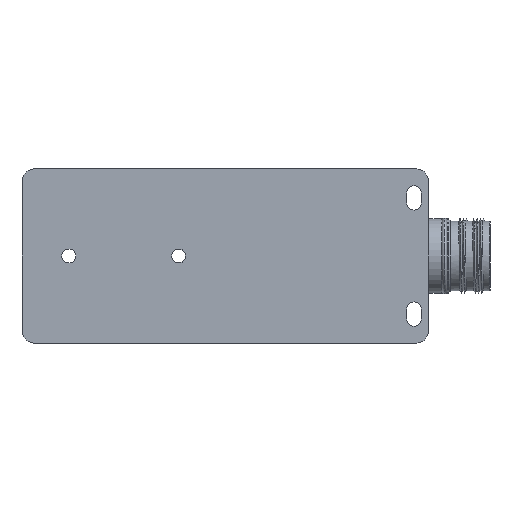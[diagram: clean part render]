
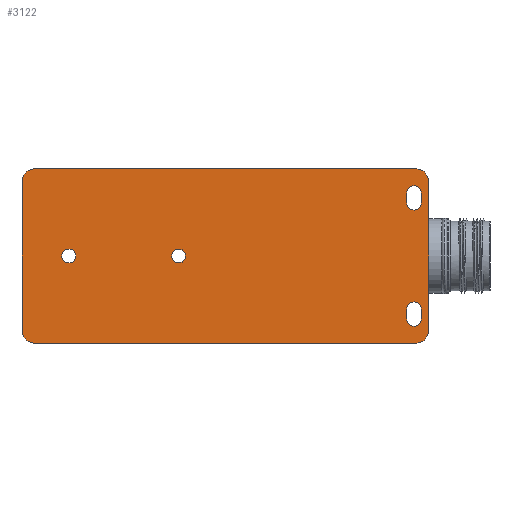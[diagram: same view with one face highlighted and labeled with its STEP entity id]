
A CAD part, front view. The second image highlights one B-rep face of the part: STEP entity #3122.
In plain terms, the highlighted planar face has unit normal (0, -1, 0).
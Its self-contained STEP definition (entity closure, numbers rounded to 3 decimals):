
#395=FACE_BOUND('',#7559,.T.);
#396=FACE_BOUND('',#7560,.T.);
#397=FACE_BOUND('',#7561,.T.);
#398=FACE_BOUND('',#7562,.T.);
#399=FACE_BOUND('',#7563,.T.);
#1708=CIRCLE('',#32319,2.15);
#1709=CIRCLE('',#32320,2.15);
#1710=CIRCLE('',#32322,2.15);
#1711=CIRCLE('',#32323,2.15);
#1712=CIRCLE('',#32325,2.15);
#1713=CIRCLE('',#32326,2.15);
#1714=CIRCLE('',#32328,2.15);
#1715=CIRCLE('',#32329,2.15);
#1718=CIRCLE('',#32334,2.25);
#1719=CIRCLE('',#32337,2.25);
#1721=CIRCLE('',#32339,2.25);
#1722=CIRCLE('',#32342,4.);
#1723=CIRCLE('',#32345,4.);
#1725=CIRCLE('',#32349,2.25);
#1726=CIRCLE('',#32352,2.25);
#1729=CIRCLE('',#32355,2.25);
#1734=CIRCLE('',#32374,4.);
#1735=CIRCLE('',#32376,4.);
#3122=ADVANCED_FACE('',(#395,#396,#397,#398,#399),#4393,.T.);
#4393=PLANE('',#32377);
#7559=EDGE_LOOP('',(#13527,#13528,#13529,#13530,#13531,#13532,#13533,#13534));
#7560=EDGE_LOOP('',(#13535,#13536,#13537,#13538,#13539));
#7561=EDGE_LOOP('',(#13540,#13541,#13542,#13543,#13544));
#7562=EDGE_LOOP('',(#13545,#13546,#13547,#13548));
#7563=EDGE_LOOP('',(#13549,#13550,#13551,#13552));
#13527=ORIENTED_EDGE('',*,*,#22530,.T.);
#13528=ORIENTED_EDGE('',*,*,#22514,.T.);
#13529=ORIENTED_EDGE('',*,*,#22512,.F.);
#13530=ORIENTED_EDGE('',*,*,#22510,.T.);
#13531=ORIENTED_EDGE('',*,*,#22508,.T.);
#13532=ORIENTED_EDGE('',*,*,#22560,.T.);
#13533=ORIENTED_EDGE('',*,*,#22561,.T.);
#13534=ORIENTED_EDGE('',*,*,#22562,.T.);
#13535=ORIENTED_EDGE('',*,*,#22526,.T.);
#13536=ORIENTED_EDGE('',*,*,#22529,.T.);
#13537=ORIENTED_EDGE('',*,*,#22517,.F.);
#13538=ORIENTED_EDGE('',*,*,#22522,.T.);
#13539=ORIENTED_EDGE('',*,*,#22525,.T.);
#13540=ORIENTED_EDGE('',*,*,#22503,.T.);
#13541=ORIENTED_EDGE('',*,*,#22505,.T.);
#13542=ORIENTED_EDGE('',*,*,#22500,.F.);
#13543=ORIENTED_EDGE('',*,*,#22499,.T.);
#13544=ORIENTED_EDGE('',*,*,#22493,.T.);
#13545=ORIENTED_EDGE('',*,*,#22491,.T.);
#13546=ORIENTED_EDGE('',*,*,#22490,.T.);
#13547=ORIENTED_EDGE('',*,*,#22488,.T.);
#13548=ORIENTED_EDGE('',*,*,#22487,.T.);
#13549=ORIENTED_EDGE('',*,*,#22485,.T.);
#13550=ORIENTED_EDGE('',*,*,#22484,.T.);
#13551=ORIENTED_EDGE('',*,*,#22482,.T.);
#13552=ORIENTED_EDGE('',*,*,#22481,.T.);
#18739=VERTEX_POINT('',#47550);
#18740=VERTEX_POINT('',#47552);
#18741=VERTEX_POINT('',#47554);
#18742=VERTEX_POINT('',#47558);
#18743=VERTEX_POINT('',#47562);
#18744=VERTEX_POINT('',#47564);
#18745=VERTEX_POINT('',#47566);
#18746=VERTEX_POINT('',#47570);
#18747=VERTEX_POINT('',#47574);
#18749=VERTEX_POINT('',#47577);
#18751=VERTEX_POINT('',#47583);
#18754=VERTEX_POINT('',#47591);
#18756=VERTEX_POINT('',#47597);
#18758=VERTEX_POINT('',#47604);
#18759=VERTEX_POINT('',#47606);
#18760=VERTEX_POINT('',#47610);
#18761=VERTEX_POINT('',#47614);
#18762=VERTEX_POINT('',#47618);
#18763=VERTEX_POINT('',#47622);
#18765=VERTEX_POINT('',#47625);
#18768=VERTEX_POINT('',#47633);
#18770=VERTEX_POINT('',#47639);
#18771=VERTEX_POINT('',#47643);
#18773=VERTEX_POINT('',#47650);
#18789=VERTEX_POINT('',#47710);
#18790=VERTEX_POINT('',#47714);
#22481=EDGE_CURVE('',#18740,#18739,#1708,.T.);
#22482=EDGE_CURVE('',#18741,#18740,#1709,.T.);
#22484=EDGE_CURVE('',#18742,#18741,#1710,.T.);
#22485=EDGE_CURVE('',#18739,#18742,#1711,.T.);
#22487=EDGE_CURVE('',#18744,#18743,#1712,.T.);
#22488=EDGE_CURVE('',#18745,#18744,#1713,.T.);
#22490=EDGE_CURVE('',#18746,#18745,#1714,.T.);
#22491=EDGE_CURVE('',#18743,#18746,#1715,.T.);
#22493=EDGE_CURVE('',#18749,#18747,#26091,.T.);
#22499=EDGE_CURVE('',#18751,#18749,#1718,.T.);
#22500=EDGE_CURVE('',#18751,#18754,#26095,.T.);
#22503=EDGE_CURVE('',#18747,#18756,#1719,.T.);
#22505=EDGE_CURVE('',#18756,#18754,#1721,.T.);
#22508=EDGE_CURVE('',#18759,#18758,#26100,.T.);
#22510=EDGE_CURVE('',#18760,#18759,#1722,.T.);
#22512=EDGE_CURVE('',#18760,#18761,#26103,.T.);
#22514=EDGE_CURVE('',#18762,#18761,#1723,.T.);
#22517=EDGE_CURVE('',#18763,#18765,#26107,.T.);
#22522=EDGE_CURVE('',#18763,#18768,#1725,.T.);
#22525=EDGE_CURVE('',#18768,#18770,#26113,.T.);
#22526=EDGE_CURVE('',#18770,#18771,#1726,.T.);
#22529=EDGE_CURVE('',#18771,#18765,#1729,.T.);
#22530=EDGE_CURVE('',#18773,#18762,#26114,.T.);
#22560=EDGE_CURVE('',#18758,#18789,#1734,.T.);
#22561=EDGE_CURVE('',#18789,#18790,#26138,.T.);
#22562=EDGE_CURVE('',#18790,#18773,#1735,.T.);
#26091=LINE('',#47576,#29279);
#26095=LINE('',#47590,#29283);
#26100=LINE('',#47605,#29288);
#26103=LINE('',#47613,#29291);
#26107=LINE('',#47624,#29295);
#26113=LINE('',#47640,#29301);
#26114=LINE('',#47649,#29302);
#26138=LINE('',#47713,#29326);
#29279=VECTOR('',#38775,1.);
#29283=VECTOR('',#38789,1.);
#29288=VECTOR('',#38804,1.);
#29291=VECTOR('',#38813,1.);
#29295=VECTOR('',#38823,1.);
#29301=VECTOR('',#38837,1.);
#29302=VECTOR('',#38850,1.);
#29326=VECTOR('',#38912,1.);
#32319=AXIS2_PLACEMENT_3D('',#47551,#38747,#38748);
#32320=AXIS2_PLACEMENT_3D('',#47553,#38749,#38750);
#32322=AXIS2_PLACEMENT_3D('',#47557,#38754,#38755);
#32323=AXIS2_PLACEMENT_3D('',#47559,#38756,#38757);
#32325=AXIS2_PLACEMENT_3D('',#47563,#38761,#38762);
#32326=AXIS2_PLACEMENT_3D('',#47565,#38763,#38764);
#32328=AXIS2_PLACEMENT_3D('',#47569,#38768,#38769);
#32329=AXIS2_PLACEMENT_3D('',#47571,#38770,#38771);
#32334=AXIS2_PLACEMENT_3D('',#47588,#38785,#38786);
#32337=AXIS2_PLACEMENT_3D('',#47596,#38794,#38795);
#32339=AXIS2_PLACEMENT_3D('',#47599,#38798,#38799);
#32342=AXIS2_PLACEMENT_3D('',#47609,#38808,#38809);
#32345=AXIS2_PLACEMENT_3D('',#47617,#38817,#38818);
#32349=AXIS2_PLACEMENT_3D('',#47634,#38831,#38832);
#32352=AXIS2_PLACEMENT_3D('',#47642,#38840,#38841);
#32355=AXIS2_PLACEMENT_3D('',#47647,#38846,#38847);
#32374=AXIS2_PLACEMENT_3D('',#47711,#38908,#38909);
#32376=AXIS2_PLACEMENT_3D('',#47715,#38913,#38914);
#32377=AXIS2_PLACEMENT_3D('',#47716,#38915,#38916);
#38747=DIRECTION('',(0.,1.,0.));
#38748=DIRECTION('',(0.,0.,-1.));
#38749=DIRECTION('',(0.,1.,0.));
#38750=DIRECTION('',(1.,0.,0.));
#38754=DIRECTION('',(0.,1.,0.));
#38755=DIRECTION('',(0.,0.,1.));
#38756=DIRECTION('',(0.,1.,0.));
#38757=DIRECTION('',(-1.,0.,0.));
#38761=DIRECTION('',(0.,1.,0.));
#38762=DIRECTION('',(0.,0.,-1.));
#38763=DIRECTION('',(0.,1.,0.));
#38764=DIRECTION('',(1.,0.,0.));
#38768=DIRECTION('',(0.,1.,0.));
#38769=DIRECTION('',(0.,0.,1.));
#38770=DIRECTION('',(0.,1.,0.));
#38771=DIRECTION('',(-1.,0.,0.));
#38775=DIRECTION('',(0.,0.,-1.));
#38785=DIRECTION('',(0.,1.,0.));
#38786=DIRECTION('',(-1.,0.,0.));
#38789=DIRECTION('',(0.,0.,-1.));
#38794=DIRECTION('',(0.,1.,0.));
#38795=DIRECTION('',(1.,0.,0.));
#38798=DIRECTION('',(0.,1.,0.));
#38799=DIRECTION('',(0.,0.,-1.));
#38804=DIRECTION('',(1.,0.,0.));
#38808=DIRECTION('',(0.,-1.,0.));
#38809=DIRECTION('',(-1.,0.,0.));
#38813=DIRECTION('',(0.,0.,1.));
#38817=DIRECTION('',(0.,-1.,0.));
#38818=DIRECTION('',(0.,0.,1.));
#38823=DIRECTION('',(0.,0.,-1.));
#38831=DIRECTION('',(0.,1.,0.));
#38832=DIRECTION('',(-1.,0.,0.));
#38837=DIRECTION('',(0.,0.,-1.));
#38840=DIRECTION('',(0.,1.,0.));
#38841=DIRECTION('',(1.,0.,0.));
#38846=DIRECTION('',(0.,1.,0.));
#38847=DIRECTION('',(0.,0.,-1.));
#38850=DIRECTION('',(-1.,0.,0.));
#38908=DIRECTION('',(0.,-1.,0.));
#38909=DIRECTION('',(0.,0.,-1.));
#38912=DIRECTION('',(0.,0.,1.));
#38913=DIRECTION('',(0.,-1.,0.));
#38914=DIRECTION('',(1.,0.,0.));
#38915=DIRECTION('',(0.,-1.,0.));
#38916=DIRECTION('',(0.,0.,1.));
#47550=CARTESIAN_POINT('',(75.85,0.,0.));
#47551=CARTESIAN_POINT('',(78.,0.,0.));
#47552=CARTESIAN_POINT('',(78.,0.,-2.15));
#47553=CARTESIAN_POINT('',(78.,0.,0.));
#47554=CARTESIAN_POINT('',(80.15,0.,0.));
#47557=CARTESIAN_POINT('',(78.,0.,0.));
#47558=CARTESIAN_POINT('',(78.,0.,2.15));
#47559=CARTESIAN_POINT('',(78.,0.,0.));
#47562=CARTESIAN_POINT('',(41.85,0.,0.));
#47563=CARTESIAN_POINT('',(44.,0.,0.));
#47564=CARTESIAN_POINT('',(44.,0.,-2.15));
#47565=CARTESIAN_POINT('',(44.,0.,0.));
#47566=CARTESIAN_POINT('',(46.15,0.,0.));
#47569=CARTESIAN_POINT('',(44.,0.,0.));
#47570=CARTESIAN_POINT('',(44.,0.,2.15));
#47571=CARTESIAN_POINT('',(44.,0.,0.));
#47574=CARTESIAN_POINT('',(153.25,0.,-19.5));
#47576=CARTESIAN_POINT('',(153.25,0.,-16.5));
#47577=CARTESIAN_POINT('',(153.25,0.,-16.5));
#47583=CARTESIAN_POINT('',(148.75,0.,-16.5));
#47588=CARTESIAN_POINT('',(151.,0.,-16.5));
#47590=CARTESIAN_POINT('',(148.75,0.,-16.5));
#47591=CARTESIAN_POINT('',(148.75,0.,-19.5));
#47596=CARTESIAN_POINT('',(151.,0.,-19.5));
#47597=CARTESIAN_POINT('',(151.,0.,-21.75));
#47599=CARTESIAN_POINT('',(151.,0.,-19.5));
#47604=CARTESIAN_POINT('',(151.5,0.,-27.));
#47605=CARTESIAN_POINT('',(34.5,0.,-27.));
#47606=CARTESIAN_POINT('',(33.5,0.,-27.));
#47609=CARTESIAN_POINT('',(33.5,0.,-23.));
#47610=CARTESIAN_POINT('',(29.5,0.,-23.));
#47613=CARTESIAN_POINT('',(29.5,0.,-22.75));
#47614=CARTESIAN_POINT('',(29.5,0.,23.));
#47617=CARTESIAN_POINT('',(33.5,0.,23.));
#47618=CARTESIAN_POINT('',(33.5,0.,27.));
#47622=CARTESIAN_POINT('',(148.75,0.,19.5));
#47624=CARTESIAN_POINT('',(148.75,0.,19.5));
#47625=CARTESIAN_POINT('',(148.75,0.,16.5));
#47633=CARTESIAN_POINT('',(153.25,0.,19.5));
#47634=CARTESIAN_POINT('',(151.,0.,19.5));
#47639=CARTESIAN_POINT('',(153.25,0.,16.5));
#47640=CARTESIAN_POINT('',(153.25,0.,19.5));
#47642=CARTESIAN_POINT('',(151.,0.,16.5));
#47643=CARTESIAN_POINT('',(151.,0.,14.25));
#47647=CARTESIAN_POINT('',(151.,0.,16.5));
#47649=CARTESIAN_POINT('',(151.5,0.,27.));
#47650=CARTESIAN_POINT('',(151.5,0.,27.));
#47710=CARTESIAN_POINT('',(155.5,0.,-23.));
#47711=CARTESIAN_POINT('',(151.5,0.,-23.));
#47713=CARTESIAN_POINT('',(155.5,0.,-22.75));
#47714=CARTESIAN_POINT('',(155.5,0.,23.));
#47715=CARTESIAN_POINT('',(151.5,0.,23.));
#47716=CARTESIAN_POINT('',(28.381,0.,18.914));
